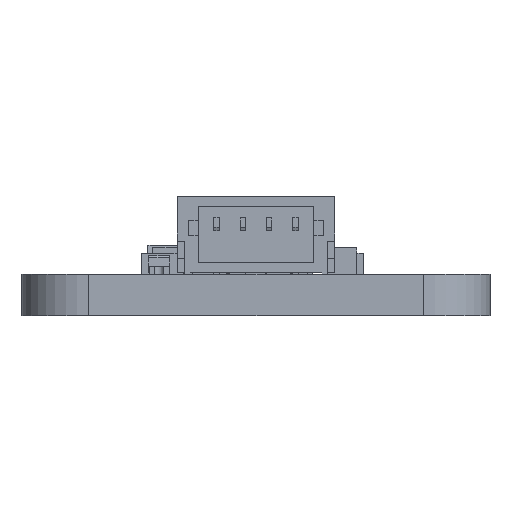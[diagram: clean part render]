
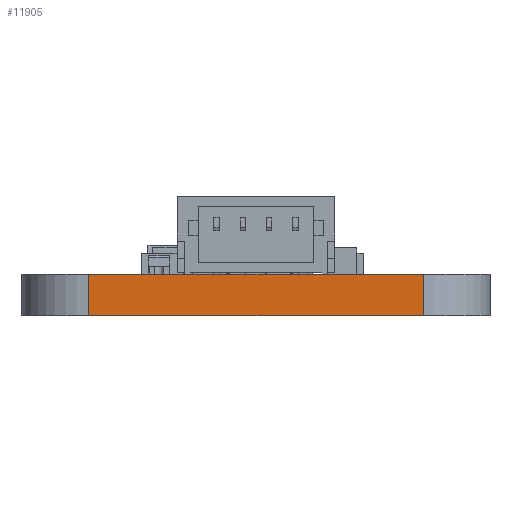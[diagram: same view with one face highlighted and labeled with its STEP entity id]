
A CAD part, left-side view. The second image highlights one B-rep face of the part: STEP entity #11905.
In plain terms, the highlighted planar face has unit normal (-1, 0, 0).
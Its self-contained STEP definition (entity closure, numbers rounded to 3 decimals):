
#238=PLANE('',#12773);
#819=FACE_OUTER_BOUND('',#1462,.T.);
#1462=EDGE_LOOP('',(#8202,#8203,#8204,#8205));
#2209=LINE('',#17003,#3662);
#2210=LINE('',#17006,#3663);
#2211=LINE('',#17008,#3664);
#2212=LINE('',#17009,#3665);
#3662=VECTOR('',#13836,10.);
#3663=VECTOR('',#13839,10.);
#3664=VECTOR('',#13840,10.);
#3665=VECTOR('',#13841,10.);
#5357=VERTEX_POINT('',#16999);
#5358=VERTEX_POINT('',#17001);
#5359=VERTEX_POINT('',#17005);
#5360=VERTEX_POINT('',#17007);
#6493=EDGE_CURVE('',#5357,#5358,#2209,.T.);
#6494=EDGE_CURVE('',#5359,#5357,#2210,.T.);
#6495=EDGE_CURVE('',#5360,#5358,#2211,.T.);
#6496=EDGE_CURVE('',#5359,#5360,#2212,.T.);
#8202=ORIENTED_EDGE('',*,*,#6494,.T.);
#8203=ORIENTED_EDGE('',*,*,#6493,.T.);
#8204=ORIENTED_EDGE('',*,*,#6495,.F.);
#8205=ORIENTED_EDGE('',*,*,#6496,.F.);
#11905=ADVANCED_FACE('',(#819),#238,.T.);
#12773=AXIS2_PLACEMENT_3D('',#17004,#13837,#13838);
#13836=DIRECTION('',(0.,0.,1.));
#13837=DIRECTION('center_axis',(-1.,0.,0.));
#13838=DIRECTION('ref_axis',(0.,-1.,0.));
#13839=DIRECTION('',(0.,-1.,0.));
#13840=DIRECTION('',(0.,-1.,0.));
#13841=DIRECTION('',(0.,0.,1.));
#16999=CARTESIAN_POINT('',(0.,2.54,0.));
#17001=CARTESIAN_POINT('',(0.,2.54,1.57));
#17003=CARTESIAN_POINT('',(0.,2.54,0.));
#17004=CARTESIAN_POINT('Origin',(0.,15.24,0.));
#17005=CARTESIAN_POINT('',(0.,15.24,0.));
#17006=CARTESIAN_POINT('',(0.,15.24,0.));
#17007=CARTESIAN_POINT('',(0.,15.24,1.57));
#17008=CARTESIAN_POINT('',(0.,15.24,1.57));
#17009=CARTESIAN_POINT('',(0.,15.24,0.));
